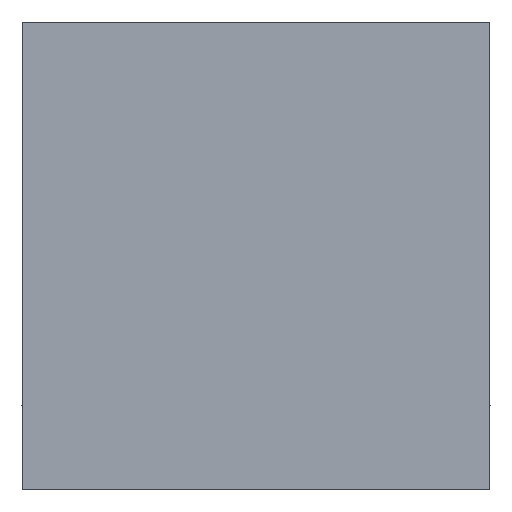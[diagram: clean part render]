
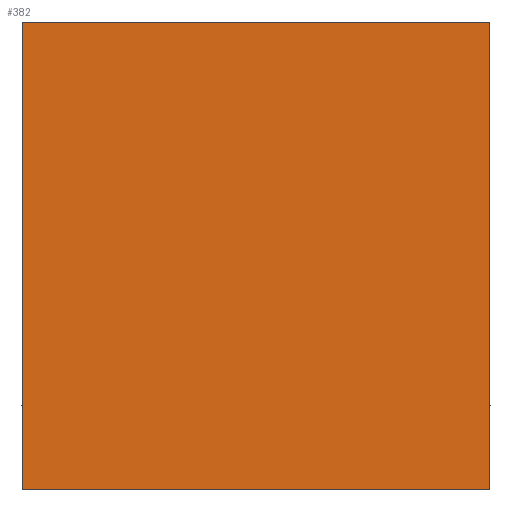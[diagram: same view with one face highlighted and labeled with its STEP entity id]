
A CAD part, left-side view. The second image highlights one B-rep face of the part: STEP entity #382.
In plain terms, the highlighted planar face has unit normal (-1, 0, 0).
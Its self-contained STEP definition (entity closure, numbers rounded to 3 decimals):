
#32=PLANE('',#444);
#50=FACE_OUTER_BOUND('',#80,.T.);
#80=EDGE_LOOP('',(#349,#350,#351,#352));
#111=LINE('',#660,#135);
#112=LINE('',#663,#136);
#114=LINE('',#667,#138);
#116=LINE('',#670,#140);
#135=VECTOR('',#553,10.);
#136=VECTOR('',#556,10.);
#138=VECTOR('',#560,10.);
#140=VECTOR('',#564,10.);
#187=VERTEX_POINT('',#656);
#188=VERTEX_POINT('',#658);
#189=VERTEX_POINT('',#662);
#190=VERTEX_POINT('',#666);
#239=EDGE_CURVE('',#187,#188,#111,.T.);
#240=EDGE_CURVE('',#188,#189,#112,.T.);
#242=EDGE_CURVE('',#189,#190,#114,.T.);
#244=EDGE_CURVE('',#190,#187,#116,.T.);
#349=ORIENTED_EDGE('',*,*,#244,.T.);
#350=ORIENTED_EDGE('',*,*,#239,.T.);
#351=ORIENTED_EDGE('',*,*,#240,.T.);
#352=ORIENTED_EDGE('',*,*,#242,.T.);
#382=ADVANCED_FACE('',(#50),#32,.F.);
#444=AXIS2_PLACEMENT_3D('',#671,#565,#566);
#553=DIRECTION('',(0.,1.,0.));
#556=DIRECTION('',(0.,0.,-1.));
#560=DIRECTION('',(0.,-1.,0.));
#564=DIRECTION('',(0.,0.,1.));
#565=DIRECTION('center_axis',(1.,0.,0.));
#566=DIRECTION('ref_axis',(0.,0.,-1.));
#656=CARTESIAN_POINT('',(-12.,-4.,8.));
#658=CARTESIAN_POINT('',(-12.,4.,8.));
#660=CARTESIAN_POINT('',(-12.,0.,8.));
#662=CARTESIAN_POINT('',(-12.,4.,0.));
#663=CARTESIAN_POINT('',(-12.,4.,4.));
#666=CARTESIAN_POINT('',(-12.,-4.,0.));
#667=CARTESIAN_POINT('',(-12.,0.,0.));
#670=CARTESIAN_POINT('',(-12.,-4.,4.));
#671=CARTESIAN_POINT('Origin',(-12.,0.,4.));
